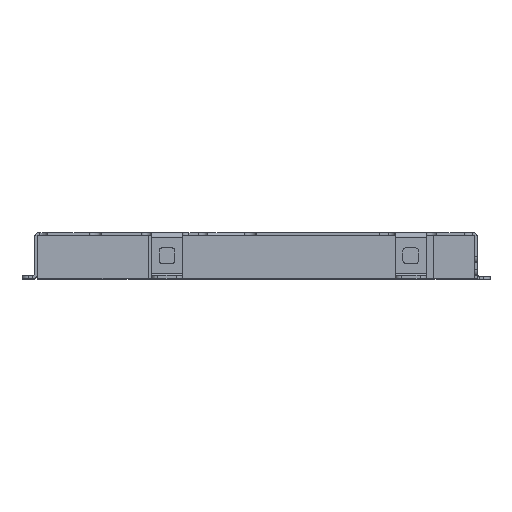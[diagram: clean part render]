
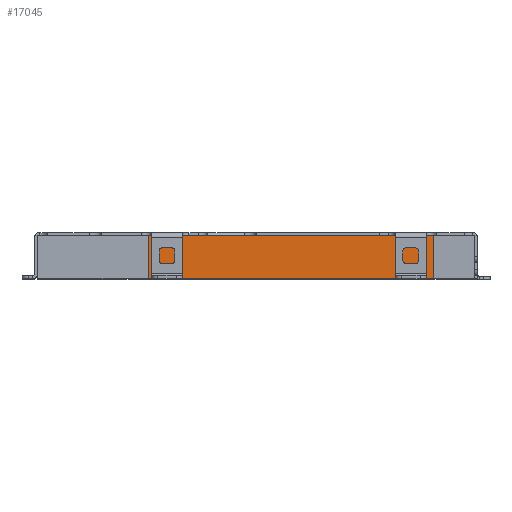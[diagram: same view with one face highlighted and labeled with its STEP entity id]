
A CAD part, top view. The second image highlights one B-rep face of the part: STEP entity #17045.
In plain terms, the highlighted planar face has unit normal (0, 0, 1).
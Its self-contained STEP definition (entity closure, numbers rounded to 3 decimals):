
#254 = CARTESIAN_POINT ( 'NONE',  ( -3.44, -1.465, -0.5 ) ) ;
#388 = PLANE ( 'NONE',  #2910 ) ;
#880 = DIRECTION ( 'NONE',  ( 0., 1., 0. ) ) ;
#937 = EDGE_LOOP ( 'NONE', ( #8148, #1969, #2309, #7205 ) ) ;
#1969 = ORIENTED_EDGE ( 'NONE', *, *, #17155, .T. ) ;
#2309 = ORIENTED_EDGE ( 'NONE', *, *, #3486, .F. ) ;
#2623 = VECTOR ( 'NONE', #11517, 1000. ) ;
#2910 = AXIS2_PLACEMENT_3D ( 'NONE', #254, #15080, #16445 ) ;
#3270 = LINE ( 'NONE', #6986, #2623 ) ;
#3273 = VECTOR ( 'NONE', #11353, 1000. ) ;
#3486 = EDGE_CURVE ( 'NONE', #8114, #8772, #3270, .T. ) ;
#5881 = CARTESIAN_POINT ( 'NONE',  ( -6.77, -1.46, -0.5 ) ) ;
#6986 = CARTESIAN_POINT ( 'NONE',  ( -3.44, -1.465, -0.5 ) ) ;
#7205 = ORIENTED_EDGE ( 'NONE', *, *, #16053, .F. ) ;
#7772 = LINE ( 'NONE', #14511, #12461 ) ;
#8114 = VERTEX_POINT ( 'NONE', #17202 ) ;
#8148 = ORIENTED_EDGE ( 'NONE', *, *, #15267, .T. ) ;
#8524 = LINE ( 'NONE', #12596, #14754 ) ;
#8771 = LINE ( 'NONE', #5881, #3273 ) ;
#8772 = VERTEX_POINT ( 'NONE', #15909 ) ;
#8928 = CARTESIAN_POINT ( 'NONE',  ( 5.67, -1.46, -0.5 ) ) ;
#11261 = CARTESIAN_POINT ( 'NONE',  ( 5.67, -0.1, -0.5 ) ) ;
#11353 = DIRECTION ( 'NONE',  ( -1., 0., 0. ) ) ;
#11517 = DIRECTION ( 'NONE',  ( 0., 1., 0. ) ) ;
#12461 = VECTOR ( 'NONE', #880, 1000. ) ;
#12596 = CARTESIAN_POINT ( 'NONE',  ( -3.44, -0.1, -0.5 ) ) ;
#13456 = FACE_OUTER_BOUND ( 'NONE', #937, .T. ) ;
#14511 = CARTESIAN_POINT ( 'NONE',  ( 5.67, -1.465, -0.5 ) ) ;
#14754 = VECTOR ( 'NONE', #16756, 1000. ) ;
#15080 = DIRECTION ( 'NONE',  ( 0., 0., -1. ) ) ;
#15242 = VERTEX_POINT ( 'NONE', #8928 ) ;
#15267 = EDGE_CURVE ( 'NONE', #15242, #16535, #7772, .T. ) ;
#15909 = CARTESIAN_POINT ( 'NONE',  ( -3.44, -0.1, -0.5 ) ) ;
#16053 = EDGE_CURVE ( 'NONE', #15242, #8114, #8771, .T. ) ;
#16445 = DIRECTION ( 'NONE',  ( -1., 0., 0. ) ) ;
#16535 = VERTEX_POINT ( 'NONE', #11261 ) ;
#16756 = DIRECTION ( 'NONE',  ( -1., 0., 0. ) ) ;
#17045 = ADVANCED_FACE ( 'NONE', ( #13456 ), #388, .F. ) ;
#17155 = EDGE_CURVE ( 'NONE', #16535, #8772, #8524, .T. ) ;
#17202 = CARTESIAN_POINT ( 'NONE',  ( -3.44, -1.46, -0.5 ) ) ;
